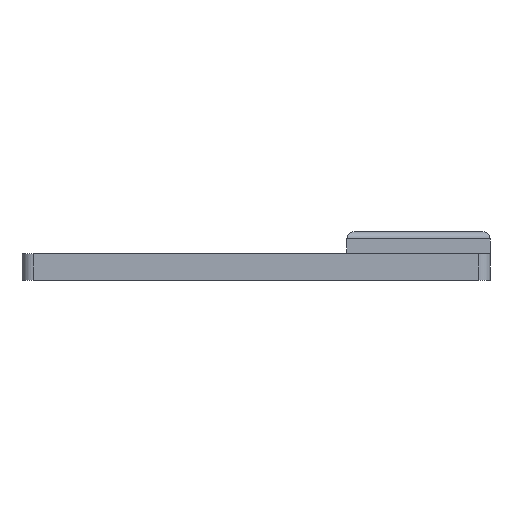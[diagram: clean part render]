
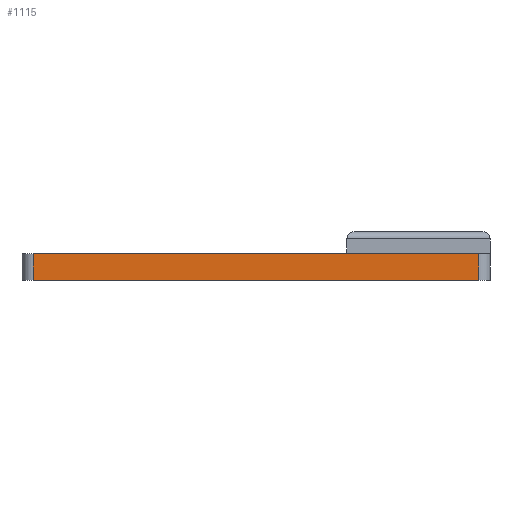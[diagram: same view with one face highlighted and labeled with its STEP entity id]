
A CAD part, left-side view. The second image highlights one B-rep face of the part: STEP entity #1115.
In plain terms, the highlighted planar face has unit normal (-1, 0, 0).
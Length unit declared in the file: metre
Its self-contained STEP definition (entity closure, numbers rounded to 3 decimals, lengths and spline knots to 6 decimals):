
#208=ORIENTED_EDGE('',*,*,#436,.T.);
#209=ORIENTED_EDGE('',*,*,#510,.T.);
#210=ORIENTED_EDGE('',*,*,#511,.F.);
#211=ORIENTED_EDGE('',*,*,#512,.T.);
#436=EDGE_CURVE('',#603,#602,#700,.T.);
#510=EDGE_CURVE('',#602,#654,#770,.T.);
#511=EDGE_CURVE('',#655,#654,#771,.T.);
#512=EDGE_CURVE('',#655,#603,#772,.F.);
#602=VERTEX_POINT('',#1637);
#603=VERTEX_POINT('',#1639);
#654=VERTEX_POINT('',#1785);
#655=VERTEX_POINT('',#1787);
#700=LINE('',#1638,#830);
#770=LINE('',#1784,#900);
#771=LINE('',#1786,#901);
#772=LINE('',#1788,#902);
#830=VECTOR('',#1302,1.);
#900=VECTOR('',#1422,1.);
#901=VECTOR('',#1423,1.);
#902=VECTOR('',#1424,1.);
#959=EDGE_LOOP('',(#208,#209,#210,#211));
#1021=FACE_BOUND('',#959,.T.);
#1082=PLANE('',#1197);
#1115=ADVANCED_FACE('',(#1021),#1082,.T.);
#1197=AXIS2_PLACEMENT_3D('',#1783,#1420,#1421);
#1302=DIRECTION('',(0.,1.,0.));
#1420=DIRECTION('',(-1.,0.,0.));
#1421=DIRECTION('',(0.,0.,1.));
#1422=DIRECTION('',(0.,0.,-1.));
#1423=DIRECTION('',(0.,1.,0.));
#1424=DIRECTION('',(0.,0.,-1.));
#1637=CARTESIAN_POINT('',(0.,0.083,0.0048));
#1638=CARTESIAN_POINT('',(0.,0.0425,0.0048));
#1639=CARTESIAN_POINT('',(0.,0.002,0.0048));
#1783=CARTESIAN_POINT('',(0.,0.0425,0.0048));
#1784=CARTESIAN_POINT('',(0.,0.083,0.0048));
#1785=CARTESIAN_POINT('',(0.,0.083,0.));
#1786=CARTESIAN_POINT('',(0.,0.0425,0.));
#1787=CARTESIAN_POINT('',(0.,0.002,0.));
#1788=CARTESIAN_POINT('',(0.,0.002,0.0048));
